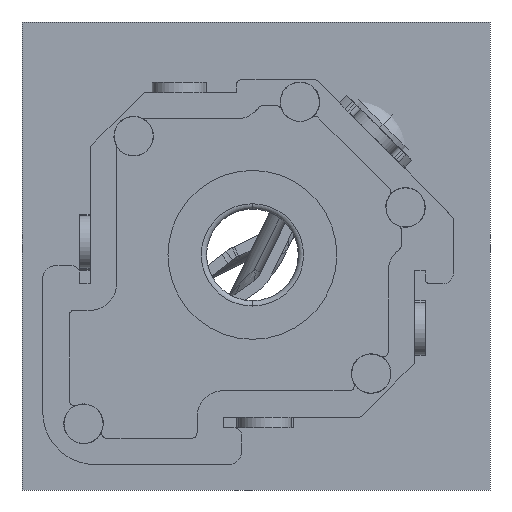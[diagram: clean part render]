
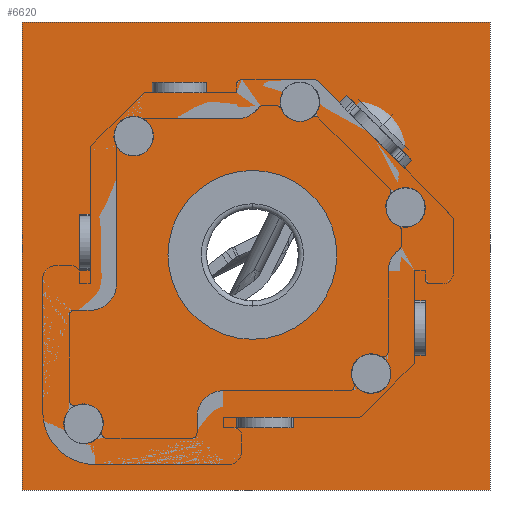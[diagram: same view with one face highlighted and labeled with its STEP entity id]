
A CAD part, front view. The second image highlights one B-rep face of the part: STEP entity #6620.
In plain terms, the highlighted planar face has unit normal (0, -1, 0).
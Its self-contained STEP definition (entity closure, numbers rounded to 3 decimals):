
#1733=CARTESIAN_POINT('',(0.,0.5,0.));
#1734=DIRECTION('',(0.,1.,0.));
#1735=DIRECTION('',(-1.,0.,0.));
#1736=AXIS2_PLACEMENT_3D('',#1733,#1734,#1735);
#1738=CARTESIAN_POINT('',(0.,0.5,0.));
#1739=DIRECTION('',(0.,1.,0.));
#1740=DIRECTION('',(1.,0.,0.));
#1741=AXIS2_PLACEMENT_3D('',#1738,#1739,#1740);
#1743=CARTESIAN_POINT('',(-4.5,0.5,4.5));
#1744=DIRECTION('',(0.,1.,0.));
#1745=DIRECTION('',(1.,0.,0.));
#1746=AXIS2_PLACEMENT_3D('',#1743,#1744,#1745);
#1748=CARTESIAN_POINT('',(-4.5,0.5,4.5));
#1749=DIRECTION('',(0.,1.,0.));
#1750=DIRECTION('',(-1.,0.,0.));
#1751=AXIS2_PLACEMENT_3D('',#1748,#1749,#1750);
#1753=DIRECTION('',(0.,0.,1.));
#1754=VECTOR('',#1753,2.135);
#1755=CARTESIAN_POINT('',(-6.15,0.5,-0.586));
#1756=LINE('',#1755,#1754);
#1757=DIRECTION('',(-1.,0.,0.));
#1758=VECTOR('',#1757,0.4);
#1759=CARTESIAN_POINT('',(-6.15,0.5,1.549));
#1760=LINE('',#1759,#1758);
#1761=DIRECTION('',(0.,0.,1.));
#1762=VECTOR('',#1761,2.135);
#1763=CARTESIAN_POINT('',(-6.55,0.5,-0.586));
#1764=LINE('',#1763,#1762);
#1765=DIRECTION('',(-1.,0.,0.));
#1766=VECTOR('',#1765,0.4);
#1767=CARTESIAN_POINT('',(-6.15,0.5,-0.586));
#1768=LINE('',#1767,#1766);
#1769=DIRECTION('',(1.,0.,0.));
#1770=VECTOR('',#1769,2.135);
#1771=CARTESIAN_POINT('',(-0.586,0.5,-6.55));
#1772=LINE('',#1771,#1770);
#1773=DIRECTION('',(0.,0.,1.));
#1774=VECTOR('',#1773,0.4);
#1775=CARTESIAN_POINT('',(1.549,0.5,-6.55));
#1776=LINE('',#1775,#1774);
#1777=DIRECTION('',(1.,0.,0.));
#1778=VECTOR('',#1777,2.135);
#1779=CARTESIAN_POINT('',(-0.586,0.5,-6.15));
#1780=LINE('',#1779,#1778);
#1781=DIRECTION('',(0.,0.,1.));
#1782=VECTOR('',#1781,0.4);
#1783=CARTESIAN_POINT('',(-0.586,0.5,-6.55));
#1784=LINE('',#1783,#1782);
#1785=DIRECTION('',(-1.,0.,0.));
#1786=VECTOR('',#1785,2.068);
#1787=CARTESIAN_POINT('',(-1.733,0.5,6.15));
#1788=LINE('',#1787,#1786);
#1789=DIRECTION('',(0.,0.,-1.));
#1790=VECTOR('',#1789,0.4);
#1791=CARTESIAN_POINT('',(-1.733,0.5,6.55));
#1792=LINE('',#1791,#1790);
#1793=DIRECTION('',(-1.,0.,0.));
#1794=VECTOR('',#1793,2.068);
#1795=CARTESIAN_POINT('',(-1.733,0.5,6.55));
#1796=LINE('',#1795,#1794);
#1797=DIRECTION('',(0.,0.,1.));
#1798=VECTOR('',#1797,0.4);
#1799=CARTESIAN_POINT('',(-3.801,0.5,6.15));
#1800=LINE('',#1799,#1798);
#1801=DIRECTION('',(0.,0.,1.));
#1802=VECTOR('',#1801,2.068);
#1803=CARTESIAN_POINT('',(6.15,0.5,-3.8));
#1804=LINE('',#1803,#1802);
#1805=DIRECTION('',(1.,0.,0.));
#1806=VECTOR('',#1805,0.4);
#1807=CARTESIAN_POINT('',(6.15,0.5,-3.8));
#1808=LINE('',#1807,#1806);
#1809=DIRECTION('',(0.,0.,1.));
#1810=VECTOR('',#1809,2.068);
#1811=CARTESIAN_POINT('',(6.55,0.5,-3.8));
#1812=LINE('',#1811,#1810);
#1813=DIRECTION('',(1.,0.,0.));
#1814=VECTOR('',#1813,0.4);
#1815=CARTESIAN_POINT('',(6.15,0.5,-1.733));
#1816=LINE('',#1815,#1814);
#1817=DIRECTION('',(0.707,0.,-0.707));
#1818=VECTOR('',#1817,3.499);
#1819=CARTESIAN_POINT('',(3.571,0.5,6.045));
#1820=LINE('',#1819,#1818);
#1821=DIRECTION('',(-0.707,0.,-0.707));
#1822=VECTOR('',#1821,0.4);
#1823=CARTESIAN_POINT('',(3.571,0.5,6.045));
#1824=LINE('',#1823,#1822);
#1825=DIRECTION('',(0.707,0.,-0.707));
#1826=VECTOR('',#1825,3.499);
#1827=CARTESIAN_POINT('',(3.289,0.5,5.762));
#1828=LINE('',#1827,#1826);
#1829=DIRECTION('',(-0.707,0.,-0.707));
#1830=VECTOR('',#1829,0.4);
#1831=CARTESIAN_POINT('',(6.045,0.5,3.571));
#1832=LINE('',#1831,#1830);
#1833=DIRECTION('',(0.,0.,-1.));
#1834=VECTOR('',#1833,17.737);
#1835=CARTESIAN_POINT('',(9.004,0.5,8.826));
#1836=LINE('',#1835,#1834);
#1841=DIRECTION('',(1.,0.,0.));
#1842=VECTOR('',#1841,17.737);
#1843=CARTESIAN_POINT('',(-8.733,0.5,8.826));
#1844=LINE('',#1843,#1842);
#1853=DIRECTION('',(0.,0.,1.));
#1854=VECTOR('',#1853,17.737);
#1855=CARTESIAN_POINT('',(-8.733,0.5,-8.911));
#1856=LINE('',#1855,#1854);
#1865=DIRECTION('',(-1.,0.,0.));
#1866=VECTOR('',#1865,17.737);
#1867=CARTESIAN_POINT('',(9.004,0.5,-8.911));
#1868=LINE('',#1867,#1866);
#2485=CARTESIAN_POINT('',(9.004,0.5,8.826));
#2486=CARTESIAN_POINT('',(9.004,0.5,-8.911));
#2487=VERTEX_POINT('',#2485);
#2488=VERTEX_POINT('',#2486);
#2489=CARTESIAN_POINT('',(-8.733,0.5,-8.911));
#2490=VERTEX_POINT('',#2489);
#2491=CARTESIAN_POINT('',(-8.733,0.5,8.826));
#2492=VERTEX_POINT('',#2491);
#2493=CARTESIAN_POINT('',(-3.2,0.5,0.));
#2494=CARTESIAN_POINT('',(3.2,0.5,0.));
#2495=VERTEX_POINT('',#2493);
#2496=VERTEX_POINT('',#2494);
#2907=CARTESIAN_POINT('',(-3.75,0.5,4.5));
#2908=CARTESIAN_POINT('',(-5.25,0.5,4.5));
#2909=VERTEX_POINT('',#2907);
#2910=VERTEX_POINT('',#2908);
#2911=CARTESIAN_POINT('',(-6.15,0.5,-0.586));
#2912=CARTESIAN_POINT('',(-6.15,0.5,1.549));
#2913=VERTEX_POINT('',#2911);
#2914=VERTEX_POINT('',#2912);
#2915=CARTESIAN_POINT('',(-6.55,0.5,-0.586));
#2916=CARTESIAN_POINT('',(-6.55,0.5,1.549));
#2917=VERTEX_POINT('',#2915);
#2918=VERTEX_POINT('',#2916);
#2948=CARTESIAN_POINT('',(-0.586,0.5,-6.55));
#2949=CARTESIAN_POINT('',(1.549,0.5,-6.55));
#2950=VERTEX_POINT('',#2948);
#2951=VERTEX_POINT('',#2949);
#2952=CARTESIAN_POINT('',(1.549,0.5,-6.15));
#2953=VERTEX_POINT('',#2952);
#2954=CARTESIAN_POINT('',(-0.586,0.5,-6.15));
#2955=VERTEX_POINT('',#2954);
#2990=CARTESIAN_POINT('',(-1.733,0.5,6.15));
#2991=CARTESIAN_POINT('',(-3.801,0.5,6.15));
#2992=VERTEX_POINT('',#2990);
#2993=VERTEX_POINT('',#2991);
#2994=CARTESIAN_POINT('',(-1.733,0.5,6.55));
#2995=CARTESIAN_POINT('',(-3.801,0.5,6.55));
#2996=VERTEX_POINT('',#2994);
#2997=VERTEX_POINT('',#2995);
#2998=CARTESIAN_POINT('',(6.15,0.5,-3.8));
#2999=CARTESIAN_POINT('',(6.15,0.5,-1.733));
#3000=VERTEX_POINT('',#2998);
#3001=VERTEX_POINT('',#2999);
#3002=CARTESIAN_POINT('',(6.55,0.5,-3.8));
#3003=CARTESIAN_POINT('',(6.55,0.5,-1.733));
#3004=VERTEX_POINT('',#3002);
#3005=VERTEX_POINT('',#3003);
#3006=CARTESIAN_POINT('',(3.571,0.5,6.045));
#3007=CARTESIAN_POINT('',(6.045,0.5,3.571));
#3008=VERTEX_POINT('',#3006);
#3009=VERTEX_POINT('',#3007);
#3010=CARTESIAN_POINT('',(3.289,0.5,5.762));
#3011=VERTEX_POINT('',#3010);
#3012=CARTESIAN_POINT('',(5.762,0.5,3.289));
#3013=VERTEX_POINT('',#3012);
#6545=CARTESIAN_POINT('',(0.136,0.5,-0.042));
#6546=DIRECTION('',(0.,1.,0.));
#6547=DIRECTION('',(-1.,0.,0.));
#6548=AXIS2_PLACEMENT_3D('',#6545,#6546,#6547);
#6549=PLANE('',#6548);
#6551=ORIENTED_EDGE('',*,*,#6550,.T.);
#6553=ORIENTED_EDGE('',*,*,#6552,.T.);
#6555=ORIENTED_EDGE('',*,*,#6554,.T.);
#6557=ORIENTED_EDGE('',*,*,#6556,.T.);
#6558=EDGE_LOOP('',(#6551,#6553,#6555,#6557));
#6559=FACE_OUTER_BOUND('',#6558,.F.);
#6560=ORIENTED_EDGE('',*,*,#3221,.F.);
#6561=ORIENTED_EDGE('',*,*,#3438,.F.);
#6562=EDGE_LOOP('',(#6560,#6561));
#6563=FACE_BOUND('',#6562,.F.);
#6565=ORIENTED_EDGE('',*,*,#6564,.F.);
#6567=ORIENTED_EDGE('',*,*,#6566,.F.);
#6568=EDGE_LOOP('',(#6565,#6567));
#6569=FACE_BOUND('',#6568,.F.);
#6571=ORIENTED_EDGE('',*,*,#6570,.T.);
#6573=ORIENTED_EDGE('',*,*,#6572,.T.);
#6575=ORIENTED_EDGE('',*,*,#6574,.F.);
#6577=ORIENTED_EDGE('',*,*,#6576,.F.);
#6578=EDGE_LOOP('',(#6571,#6573,#6575,#6577));
#6579=FACE_BOUND('',#6578,.F.);
#6581=ORIENTED_EDGE('',*,*,#6580,.T.);
#6583=ORIENTED_EDGE('',*,*,#6582,.T.);
#6585=ORIENTED_EDGE('',*,*,#6584,.F.);
#6587=ORIENTED_EDGE('',*,*,#6586,.F.);
#6588=EDGE_LOOP('',(#6581,#6583,#6585,#6587));
#6589=FACE_BOUND('',#6588,.F.);
#6591=ORIENTED_EDGE('',*,*,#6590,.F.);
#6593=ORIENTED_EDGE('',*,*,#6592,.F.);
#6595=ORIENTED_EDGE('',*,*,#6594,.T.);
#6597=ORIENTED_EDGE('',*,*,#6596,.F.);
#6598=EDGE_LOOP('',(#6591,#6593,#6595,#6597));
#6599=FACE_BOUND('',#6598,.F.);
#6601=ORIENTED_EDGE('',*,*,#6600,.F.);
#6603=ORIENTED_EDGE('',*,*,#6602,.T.);
#6605=ORIENTED_EDGE('',*,*,#6604,.T.);
#6607=ORIENTED_EDGE('',*,*,#6606,.F.);
#6608=EDGE_LOOP('',(#6601,#6603,#6605,#6607));
#6609=FACE_BOUND('',#6608,.F.);
#6611=ORIENTED_EDGE('',*,*,#6610,.F.);
#6613=ORIENTED_EDGE('',*,*,#6612,.T.);
#6615=ORIENTED_EDGE('',*,*,#6614,.T.);
#6617=ORIENTED_EDGE('',*,*,#6616,.F.);
#6618=EDGE_LOOP('',(#6611,#6613,#6615,#6617));
#6619=FACE_BOUND('',#6618,.F.);
#1737=CIRCLE('',#1736,3.2);
#1742=CIRCLE('',#1741,3.2);
#1747=CIRCLE('',#1746,0.75);
#1752=CIRCLE('',#1751,0.75);
#3221=EDGE_CURVE('',#2495,#2496,#1737,.T.);
#3438=EDGE_CURVE('',#2496,#2495,#1742,.T.);
#6550=EDGE_CURVE('',#2487,#2488,#1836,.T.);
#6552=EDGE_CURVE('',#2488,#2490,#1868,.T.);
#6554=EDGE_CURVE('',#2490,#2492,#1856,.T.);
#6556=EDGE_CURVE('',#2492,#2487,#1844,.T.);
#6564=EDGE_CURVE('',#2909,#2910,#1747,.T.);
#6566=EDGE_CURVE('',#2910,#2909,#1752,.T.);
#6570=EDGE_CURVE('',#2913,#2914,#1756,.T.);
#6572=EDGE_CURVE('',#2914,#2918,#1760,.T.);
#6574=EDGE_CURVE('',#2917,#2918,#1764,.T.);
#6576=EDGE_CURVE('',#2913,#2917,#1768,.T.);
#6580=EDGE_CURVE('',#2950,#2951,#1772,.T.);
#6582=EDGE_CURVE('',#2951,#2953,#1776,.T.);
#6584=EDGE_CURVE('',#2955,#2953,#1780,.T.);
#6586=EDGE_CURVE('',#2950,#2955,#1784,.T.);
#6590=EDGE_CURVE('',#2992,#2993,#1788,.T.);
#6592=EDGE_CURVE('',#2996,#2992,#1792,.T.);
#6594=EDGE_CURVE('',#2996,#2997,#1796,.T.);
#6596=EDGE_CURVE('',#2993,#2997,#1800,.T.);
#6600=EDGE_CURVE('',#3000,#3001,#1804,.T.);
#6602=EDGE_CURVE('',#3000,#3004,#1808,.T.);
#6604=EDGE_CURVE('',#3004,#3005,#1812,.T.);
#6606=EDGE_CURVE('',#3001,#3005,#1816,.T.);
#6610=EDGE_CURVE('',#3008,#3009,#1820,.T.);
#6612=EDGE_CURVE('',#3008,#3011,#1824,.T.);
#6614=EDGE_CURVE('',#3011,#3013,#1828,.T.);
#6616=EDGE_CURVE('',#3009,#3013,#1832,.T.);
#6620=ADVANCED_FACE('',(#6559,#6563,#6569,#6579,#6589,#6599,#6609,#6619),#6549,
.F.);
